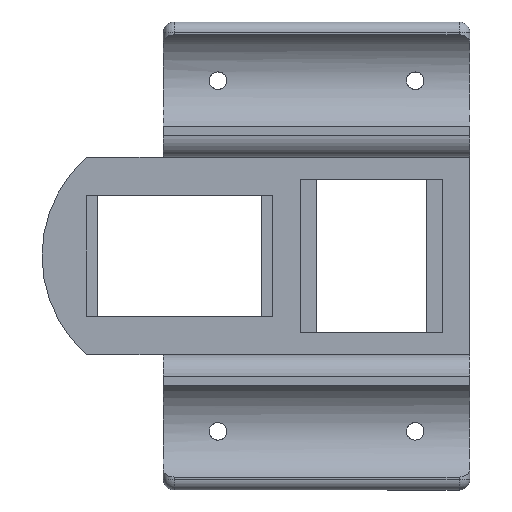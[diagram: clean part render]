
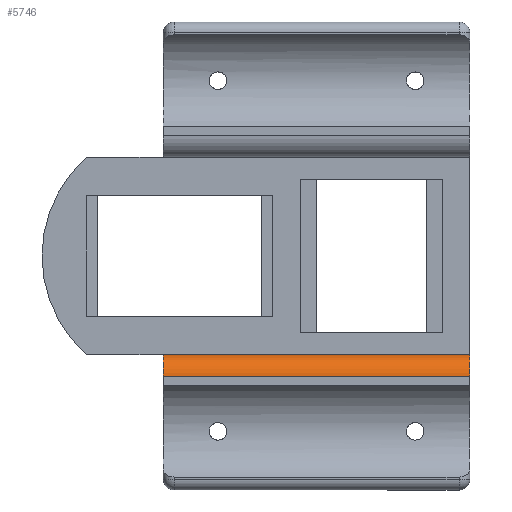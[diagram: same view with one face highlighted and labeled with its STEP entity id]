
A CAD part, top view. The second image highlights one B-rep face of the part: STEP entity #5746.
In plain terms, the highlighted cylindrical face has radius 4 mm (diameter 8 mm), a partial arc.
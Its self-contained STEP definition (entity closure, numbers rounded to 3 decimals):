
#1033 = PLANE('',#1034);
#1034 = AXIS2_PLACEMENT_3D('',#1035,#1036,#1037);
#1035 = CARTESIAN_POINT('',(-56.,-30.065,11.726));
#1036 = DIRECTION('',(-1.,-0.,-0.));
#1037 = DIRECTION('',(0.,0.,-1.));
#1453 = PLANE('',#1454);
#1454 = AXIS2_PLACEMENT_3D('',#1455,#1456,#1457);
#1455 = CARTESIAN_POINT('',(0.,0.,8.973));
#1456 = DIRECTION('',(1.,0.,0.));
#1457 = DIRECTION('',(0.,0.,1.));
#3948 = VERTEX_POINT('',#3949);
#3949 = CARTESIAN_POINT('',(-56.,-22.,8.));
#3962 = PLANE('',#3963);
#3963 = AXIS2_PLACEMENT_3D('',#3964,#3965,#3966);
#3964 = CARTESIAN_POINT('',(-61.,-46.,8.));
#3965 = DIRECTION('',(0.,0.,1.));
#3966 = DIRECTION('',(1.,0.,0.));
#3973 = EDGE_CURVE('',#3974,#3948,#3976,.T.);
#3974 = VERTEX_POINT('',#3975);
#3975 = CARTESIAN_POINT('',(-56.,-18.,4.));
#3976 = SURFACE_CURVE('',#3977,(#3982,#3993),.PCURVE_S1.);
#3977 = CIRCLE('',#3978,4.);
#3978 = AXIS2_PLACEMENT_3D('',#3979,#3980,#3981);
#3979 = CARTESIAN_POINT('',(-56.,-22.,4.));
#3980 = DIRECTION('',(1.,0.,0.));
#3981 = DIRECTION('',(-0.,0.,1.));
#3982 = PCURVE('',#1033,#3983);
#3983 = DEFINITIONAL_REPRESENTATION('',(#3984),#3992);
#3984 = ( BOUNDED_CURVE() B_SPLINE_CURVE(2,(#3985,#3986,#3987,#3988,
#3989,#3990,#3991),.UNSPECIFIED.,.T.,.F.) B_SPLINE_CURVE_WITH_KNOTS((1,2
    ,2,2,2,1),(-2.094,0.,2.094,4.189,
6.283,8.378),.UNSPECIFIED.) CURVE() 
GEOMETRIC_REPRESENTATION_ITEM() RATIONAL_B_SPLINE_CURVE((1.,0.5,1.,0.5,
1.,0.5,1.)) REPRESENTATION_ITEM('') );
#3985 = CARTESIAN_POINT('',(3.726,-8.065));
#3986 = CARTESIAN_POINT('',(3.726,-1.137));
#3987 = CARTESIAN_POINT('',(9.726,-4.601));
#3988 = CARTESIAN_POINT('',(15.726,-8.065));
#3989 = CARTESIAN_POINT('',(9.726,-11.529));
#3990 = CARTESIAN_POINT('',(3.726,-14.993));
#3991 = CARTESIAN_POINT('',(3.726,-8.065));
#3992 = ( GEOMETRIC_REPRESENTATION_CONTEXT(2) 
PARAMETRIC_REPRESENTATION_CONTEXT() REPRESENTATION_CONTEXT('2D SPACE',''
  ) );
#3993 = PCURVE('',#3994,#3999);
#3994 = CYLINDRICAL_SURFACE('',#3995,4.);
#3995 = AXIS2_PLACEMENT_3D('',#3996,#3997,#3998);
#3996 = CARTESIAN_POINT('',(-56.,-22.,4.));
#3997 = DIRECTION('',(1.,0.,0.));
#3998 = DIRECTION('',(-0.,1.,0.));
#3999 = DEFINITIONAL_REPRESENTATION('',(#4000),#4004);
#4000 = LINE('',#4001,#4002);
#4001 = CARTESIAN_POINT('',(-4.712,0.));
#4002 = VECTOR('',#4003,1.);
#4003 = DIRECTION('',(1.,0.));
#4004 = ( GEOMETRIC_REPRESENTATION_CONTEXT(2) 
PARAMETRIC_REPRESENTATION_CONTEXT() REPRESENTATION_CONTEXT('2D SPACE',''
  ) );
#4020 = PLANE('',#4021);
#4021 = AXIS2_PLACEMENT_3D('',#4022,#4023,#4024);
#4022 = CARTESIAN_POINT('',(-56.,-18.,0.));
#4023 = DIRECTION('',(0.,1.,0.));
#4024 = DIRECTION('',(0.,0.,1.));
#4669 = VERTEX_POINT('',#4670);
#4670 = CARTESIAN_POINT('',(0.,-18.,4.));
#4691 = EDGE_CURVE('',#4669,#4692,#4694,.T.);
#4692 = VERTEX_POINT('',#4693);
#4693 = CARTESIAN_POINT('',(0.,-22.,8.));
#4694 = SURFACE_CURVE('',#4695,(#4700,#4707),.PCURVE_S1.);
#4695 = CIRCLE('',#4696,4.);
#4696 = AXIS2_PLACEMENT_3D('',#4697,#4698,#4699);
#4697 = CARTESIAN_POINT('',(0.,-22.,4.));
#4698 = DIRECTION('',(1.,0.,0.));
#4699 = DIRECTION('',(-0.,0.,1.));
#4700 = PCURVE('',#1453,#4701);
#4701 = DEFINITIONAL_REPRESENTATION('',(#4702),#4706);
#4702 = CIRCLE('',#4703,4.);
#4703 = AXIS2_PLACEMENT_2D('',#4704,#4705);
#4704 = CARTESIAN_POINT('',(-4.973,22.));
#4705 = DIRECTION('',(1.,0.));
#4706 = ( GEOMETRIC_REPRESENTATION_CONTEXT(2) 
PARAMETRIC_REPRESENTATION_CONTEXT() REPRESENTATION_CONTEXT('2D SPACE',''
  ) );
#4707 = PCURVE('',#3994,#4708);
#4708 = DEFINITIONAL_REPRESENTATION('',(#4709),#4713);
#4709 = LINE('',#4710,#4711);
#4710 = CARTESIAN_POINT('',(-4.712,56.));
#4711 = VECTOR('',#4712,1.);
#4712 = DIRECTION('',(1.,0.));
#4713 = ( GEOMETRIC_REPRESENTATION_CONTEXT(2) 
PARAMETRIC_REPRESENTATION_CONTEXT() REPRESENTATION_CONTEXT('2D SPACE',''
  ) );
#5726 = EDGE_CURVE('',#3974,#4669,#5727,.T.);
#5727 = SURFACE_CURVE('',#5728,(#5732,#5739),.PCURVE_S1.);
#5728 = LINE('',#5729,#5730);
#5729 = CARTESIAN_POINT('',(-56.,-18.,4.));
#5730 = VECTOR('',#5731,1.);
#5731 = DIRECTION('',(1.,0.,0.));
#5732 = PCURVE('',#4020,#5733);
#5733 = DEFINITIONAL_REPRESENTATION('',(#5734),#5738);
#5734 = LINE('',#5735,#5736);
#5735 = CARTESIAN_POINT('',(4.,0.));
#5736 = VECTOR('',#5737,1.);
#5737 = DIRECTION('',(0.,1.));
#5738 = ( GEOMETRIC_REPRESENTATION_CONTEXT(2) 
PARAMETRIC_REPRESENTATION_CONTEXT() REPRESENTATION_CONTEXT('2D SPACE',''
  ) );
#5739 = PCURVE('',#3994,#5740);
#5740 = DEFINITIONAL_REPRESENTATION('',(#5741),#5745);
#5741 = LINE('',#5742,#5743);
#5742 = CARTESIAN_POINT('',(0.,0.));
#5743 = VECTOR('',#5744,1.);
#5744 = DIRECTION('',(0.,1.));
#5745 = ( GEOMETRIC_REPRESENTATION_CONTEXT(2) 
PARAMETRIC_REPRESENTATION_CONTEXT() REPRESENTATION_CONTEXT('2D SPACE',''
  ) );
#5746 = ADVANCED_FACE('',(#5747),#3994,.T.);
#5747 = FACE_BOUND('',#5748,.T.);
#5748 = EDGE_LOOP('',(#5749,#5750,#5771,#5772));
#5749 = ORIENTED_EDGE('',*,*,#3973,.T.);
#5750 = ORIENTED_EDGE('',*,*,#5751,.T.);
#5751 = EDGE_CURVE('',#3948,#4692,#5752,.T.);
#5752 = SURFACE_CURVE('',#5753,(#5757,#5764),.PCURVE_S1.);
#5753 = LINE('',#5754,#5755);
#5754 = CARTESIAN_POINT('',(-56.,-22.,8.));
#5755 = VECTOR('',#5756,1.);
#5756 = DIRECTION('',(1.,0.,0.));
#5757 = PCURVE('',#3994,#5758);
#5758 = DEFINITIONAL_REPRESENTATION('',(#5759),#5763);
#5759 = LINE('',#5760,#5761);
#5760 = CARTESIAN_POINT('',(1.571,0.));
#5761 = VECTOR('',#5762,1.);
#5762 = DIRECTION('',(0.,1.));
#5763 = ( GEOMETRIC_REPRESENTATION_CONTEXT(2) 
PARAMETRIC_REPRESENTATION_CONTEXT() REPRESENTATION_CONTEXT('2D SPACE',''
  ) );
#5764 = PCURVE('',#3962,#5765);
#5765 = DEFINITIONAL_REPRESENTATION('',(#5766),#5770);
#5766 = LINE('',#5767,#5768);
#5767 = CARTESIAN_POINT('',(5.,24.));
#5768 = VECTOR('',#5769,1.);
#5769 = DIRECTION('',(1.,0.));
#5770 = ( GEOMETRIC_REPRESENTATION_CONTEXT(2) 
PARAMETRIC_REPRESENTATION_CONTEXT() REPRESENTATION_CONTEXT('2D SPACE',''
  ) );
#5771 = ORIENTED_EDGE('',*,*,#4691,.F.);
#5772 = ORIENTED_EDGE('',*,*,#5726,.F.);
